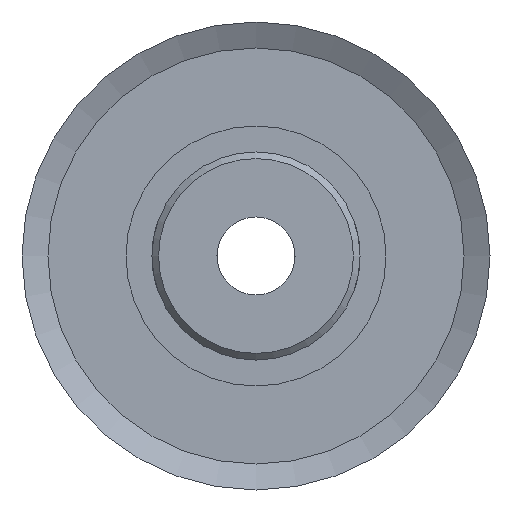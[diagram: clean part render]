
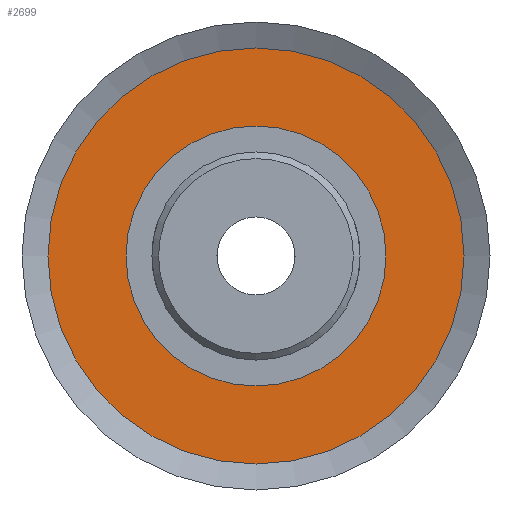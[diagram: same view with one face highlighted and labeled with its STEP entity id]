
A CAD part, left-side view. The second image highlights one B-rep face of the part: STEP entity #2699.
In plain terms, the highlighted planar face has unit normal (-1, 0, 0).
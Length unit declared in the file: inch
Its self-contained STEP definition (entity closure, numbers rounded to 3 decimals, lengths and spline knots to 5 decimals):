
#36=FACE_BOUND('',#380,.T.);
#75=PLANE('',#3062);
#224=FACE_OUTER_BOUND('',#379,.T.);
#379=EDGE_LOOP('',(#2453));
#380=EDGE_LOOP('',(#2454));
#971=CIRCLE('',#3055,0.19685);
#973=CIRCLE('',#3058,0.31496);
#1240=VERTEX_POINT('',#4906);
#1242=VERTEX_POINT('',#4912);
#1641=EDGE_CURVE('',#1240,#1240,#971,.T.);
#1644=EDGE_CURVE('',#1242,#1242,#973,.T.);
#2453=ORIENTED_EDGE('',*,*,#1644,.F.);
#2454=ORIENTED_EDGE('',*,*,#1641,.T.);
#2699=ADVANCED_FACE('',(#224,#36),#75,.T.);
#3055=AXIS2_PLACEMENT_3D('',#4907,#3934,#3935);
#3058=AXIS2_PLACEMENT_3D('',#4913,#3941,#3942);
#3062=AXIS2_PLACEMENT_3D('',#4921,#3951,#3952);
#3934=DIRECTION('center_axis',(1.,0.,0.));
#3935=DIRECTION('ref_axis',(0.,0.,-1.));
#3941=DIRECTION('center_axis',(1.,0.,0.));
#3942=DIRECTION('ref_axis',(0.,0.,-1.));
#3951=DIRECTION('center_axis',(-1.,0.,0.));
#3952=DIRECTION('ref_axis',(0.,0.,1.));
#4906=CARTESIAN_POINT('',(-0.12402,0.,0.19685));
#4907=CARTESIAN_POINT('Origin',(-0.12402,0.,0.));
#4912=CARTESIAN_POINT('',(-0.12402,0.,-0.31496));
#4913=CARTESIAN_POINT('Origin',(-0.12402,0.,0.));
#4921=CARTESIAN_POINT('Origin',(-0.12402,0.31496,0.));
